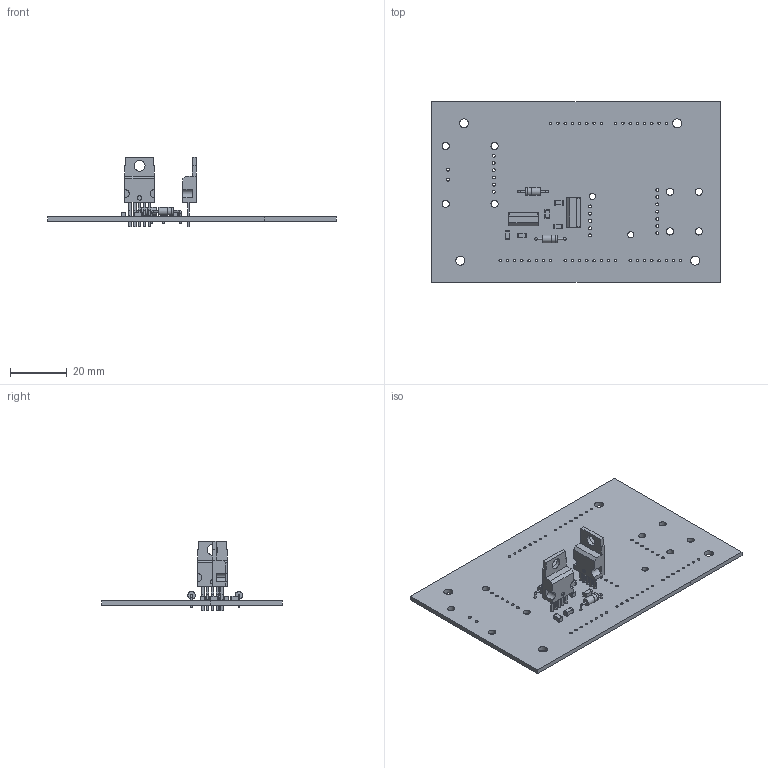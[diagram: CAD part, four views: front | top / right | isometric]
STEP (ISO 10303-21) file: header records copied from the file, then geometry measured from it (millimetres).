
FILE_DESCRIPTION(('KiCad electronic assembly'),'2;1');
FILE_NAME('Power Supply.step','2019-11-08T00:36:59',('An Author'),( 'A Company'),'Open CASCADE STEP processor 6.9', 'KiCad to STEP converter','Unknown');
FILE_SCHEMA(('AUTOMOTIVE_DESIGN { 1 0 10303 214 1 1 1 1 }'));
Length unit declared in the file: millimetre
Products named in the file (10): Open CASCADE STEP translator 6.9 1; TO-220-5_Vertical; SOLID; L_1206_3216Metric; D_A-405_P10.16mm_Horizontal; C_1206_3216Metric; COMPOUND
Assembly tree (14 placements, depth 3):
  Open CASCADE STEP translator 6.9 1
    TO-220-5_Vertical  x2
      SOLID
    L_1206_3216Metric  x2
      SOLID
    D_A-405_P10.16mm_Horizontal  x2
      SOLID
    C_1206_3216Metric  x3
      SOLID
    COMPOUND
Bounding box: 101.6 x 63.5 x 24.4 mm (x, y, z)
Volume: 11269.7 mm3; surface area: 15297.4 mm2
Topology: 10 solids, 10 shells, 404 faces, 1046 edges, 692 vertices
Faces by surface type: plane 228, cylinder 172, torus 4
Full cylindrical faces by diameter (mm): 0.6 x8, 0.85 x40, 0.9 x4, 1 x15, 1.02 x5, 1.1 x10, 1.5 x2, 2.18 x2, 2.5 x8, 2.7 x4, 2.72 x2, 3.2 x4, 3.8 x2
Entity records: 17319 total; most frequent: CARTESIAN_POINT 2809, DIRECTION 2605, LINE 1386, VECTOR 1386, ORIENTED_EDGE 1256, PCURVE 1256, DEFINITIONAL_REPRESENTATION 1256, EDGE_CURVE 628
